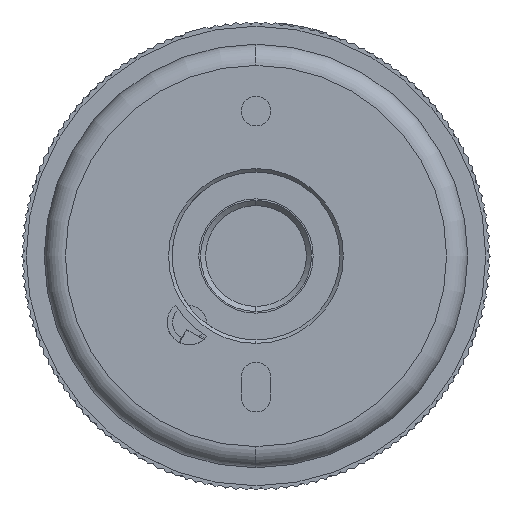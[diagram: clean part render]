
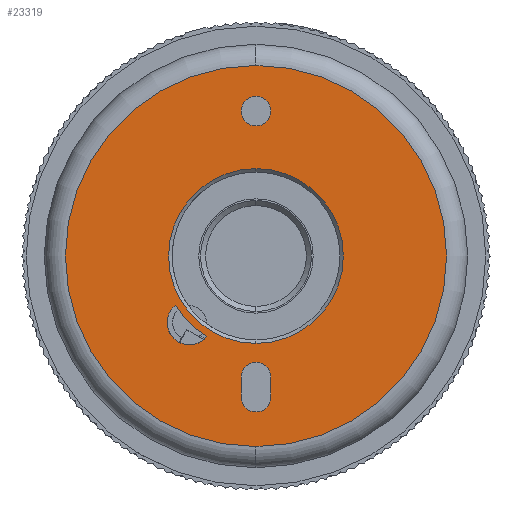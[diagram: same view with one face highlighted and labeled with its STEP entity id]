
A CAD part, front view. The second image highlights one B-rep face of the part: STEP entity #23319.
In plain terms, the highlighted face is planar.
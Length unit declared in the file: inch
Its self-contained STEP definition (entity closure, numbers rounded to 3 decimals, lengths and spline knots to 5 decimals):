
#50 = CIRCLE ( 'NONE', #98609, 0.5155 ) ;
#274 = CARTESIAN_POINT ( 'NONE',  ( 0.0875, 1.421, -0.833 ) ) ;
#1791 = CARTESIAN_POINT ( 'NONE',  ( 0.47412, 1.421, -0.28946 ) ) ;
#1817 = DIRECTION ( 'NONE',  ( 0., 0., 1. ) ) ;
#2903 = CARTESIAN_POINT ( 'NONE',  ( -0.0875, 1.421, -0.715 ) ) ;
#5483 = ORIENTED_EDGE ( 'NONE', *, *, #109452, .F. ) ;
#6172 = DIRECTION ( 'NONE',  ( 0., 0., 1. ) ) ;
#6669 = VERTEX_POINT ( 'NONE', #36451 ) ;
#9517 = CARTESIAN_POINT ( 'NONE',  ( 0.0875, 1.421, -0.715 ) ) ;
#10068 = CARTESIAN_POINT ( 'NONE',  ( 0., 1.421, 0.855 ) ) ;
#10573 = VERTEX_POINT ( 'NONE', #124238 ) ;
#10713 = EDGE_LOOP ( 'NONE', ( #18935, #64746 ) ) ;
#11135 = AXIS2_PLACEMENT_3D ( 'NONE', #123085, #59670, #133671 ) ;
#13582 = EDGE_LOOP ( 'NONE', ( #27120, #126079 ) ) ;
#13943 = DIRECTION ( 'NONE',  ( 0., 0., 1. ) ) ;
#17507 = ORIENTED_EDGE ( 'NONE', *, *, #103758, .F. ) ;
#18187 = CARTESIAN_POINT ( 'NONE',  ( 0., 1.421, -0.833 ) ) ;
#18935 = ORIENTED_EDGE ( 'NONE', *, *, #89547, .T. ) ;
#19215 = EDGE_CURVE ( 'NONE', #33449, #68926, #106508, .T. ) ;
#20656 = DIRECTION ( 'NONE',  ( 0., 0., 1. ) ) ;
#23319 = ADVANCED_FACE ( 'NONE', ( #118015, #111385, #55084, #27087, #136143 ), #129825, .T. ) ;
#24949 = CARTESIAN_POINT ( 'NONE',  ( 0., 1.421, -0.715 ) ) ;
#25074 = EDGE_CURVE ( 'NONE', #133904, #113276, #34791, .T. ) ;
#25083 = CARTESIAN_POINT ( 'NONE',  ( 0., 1.421, -0.6275 ) ) ;
#26993 = AXIS2_PLACEMENT_3D ( 'NONE', #10068, #83865, #20656 ) ;
#27087 = FACE_BOUND ( 'NONE', #133473, .T. ) ;
#27120 = ORIENTED_EDGE ( 'NONE', *, *, #106243, .F. ) ;
#28802 = DIRECTION ( 'NONE',  ( 0., 0., 1. ) ) ;
#30185 = CARTESIAN_POINT ( 'NONE',  ( 0.3928, 1.421, -0.3928 ) ) ;
#30888 = VECTOR ( 'NONE', #69963, 39.37008 ) ;
#31193 = ORIENTED_EDGE ( 'NONE', *, *, #53480, .F. ) ;
#31504 = CIRCLE ( 'NONE', #11135, 0.0875 ) ;
#33449 = VERTEX_POINT ( 'NONE', #65897 ) ;
#33631 = ORIENTED_EDGE ( 'NONE', *, *, #135781, .T. ) ;
#33716 = EDGE_CURVE ( 'NONE', #128408, #62891, #87030, .T. ) ;
#34483 = CIRCLE ( 'NONE', #50401, 0.5155 ) ;
#34527 = DIRECTION ( 'NONE',  ( 0., 1., 0. ) ) ;
#34791 = CIRCLE ( 'NONE', #86781, 0.0875 ) ;
#35488 = DIRECTION ( 'NONE',  ( 0., 1., 0. ) ) ;
#35589 = DIRECTION ( 'NONE',  ( 0., 0., 1. ) ) ;
#36451 = CARTESIAN_POINT ( 'NONE',  ( 0., 1.421, 0.5155 ) ) ;
#36783 = ORIENTED_EDGE ( 'NONE', *, *, #38924, .F. ) ;
#37066 = EDGE_CURVE ( 'NONE', #125991, #91359, #125954, .T. ) ;
#38924 = EDGE_CURVE ( 'NONE', #62891, #133904, #130095, .T. ) ;
#39394 = DIRECTION ( 'NONE',  ( 0., 1., 0. ) ) ;
#40831 = DIRECTION ( 'NONE',  ( 0., 0., 1. ) ) ;
#48248 = ORIENTED_EDGE ( 'NONE', *, *, #37066, .T. ) ;
#49754 = CARTESIAN_POINT ( 'NONE',  ( 0., 1.421, -1.1245 ) ) ;
#50401 = AXIS2_PLACEMENT_3D ( 'NONE', #132716, #69375, #6172 ) ;
#51784 = CIRCLE ( 'NONE', #132115, 0.5555 ) ;
#53480 = EDGE_CURVE ( 'NONE', #113276, #102733, #59553, .T. ) ;
#55084 = FACE_BOUND ( 'NONE', #134924, .T. ) ;
#59129 = VERTEX_POINT ( 'NONE', #135968 ) ;
#59553 = LINE ( 'NONE', #123741, #81052 ) ;
#59670 = DIRECTION ( 'NONE',  ( 0., 1., 0. ) ) ;
#61796 = CARTESIAN_POINT ( 'NONE',  ( 0., 1.421, 0. ) ) ;
#62674 = AXIS2_PLACEMENT_3D ( 'NONE', #66475, #77101, #13943 ) ;
#62891 = VERTEX_POINT ( 'NONE', #2903 ) ;
#64638 = CARTESIAN_POINT ( 'NONE',  ( -0.0875, 1.421, -0.833 ) ) ;
#64746 = ORIENTED_EDGE ( 'NONE', *, *, #102994, .T. ) ;
#64936 = DIRECTION ( 'NONE',  ( 0., -1., 0. ) ) ;
#65083 = CIRCLE ( 'NONE', #107727, 0.1315 ) ;
#65897 = CARTESIAN_POINT ( 'NONE',  ( 0., 1.421, 0.7675 ) ) ;
#66475 = CARTESIAN_POINT ( 'NONE',  ( 0., 1.421, 0. ) ) ;
#67697 = CIRCLE ( 'NONE', #81926, 1.1245 ) ;
#68926 = VERTEX_POINT ( 'NONE', #134681 ) ;
#69375 = DIRECTION ( 'NONE',  ( 0., -1., 0. ) ) ;
#69963 = DIRECTION ( 'NONE',  ( 0., 0., 1. ) ) ;
#71597 = CIRCLE ( 'NONE', #115679, 0.0875 ) ;
#72466 = DIRECTION ( 'NONE',  ( 0., 0., 1. ) ) ;
#77101 = DIRECTION ( 'NONE',  ( 0., 1., 0. ) ) ;
#80474 = CARTESIAN_POINT ( 'NONE',  ( 0., 1.421, 1.1245 ) ) ;
#81052 = VECTOR ( 'NONE', #134329, 39.37008 ) ;
#81714 = ORIENTED_EDGE ( 'NONE', *, *, #119126, .F. ) ;
#81926 = AXIS2_PLACEMENT_3D ( 'NONE', #98690, #35488, #109355 ) ;
#83473 = ORIENTED_EDGE ( 'NONE', *, *, #33716, .F. ) ;
#83865 = DIRECTION ( 'NONE',  ( 0., 1., 0. ) ) ;
#86086 = AXIS2_PLACEMENT_3D ( 'NONE', #24949, #98782, #35589 ) ;
#86781 = AXIS2_PLACEMENT_3D ( 'NONE', #102617, #39394, #113270 ) ;
#87030 = LINE ( 'NONE', #101431, #30888 ) ;
#89547 = EDGE_CURVE ( 'NONE', #6669, #59129, #50, .T. ) ;
#91359 = VERTEX_POINT ( 'NONE', #49754 ) ;
#92036 = DIRECTION ( 'NONE',  ( 0., 1., 0. ) ) ;
#94834 = VERTEX_POINT ( 'NONE', #1791 ) ;
#97772 = CARTESIAN_POINT ( 'NONE',  ( 0., 1.421, 0. ) ) ;
#98609 = AXIS2_PLACEMENT_3D ( 'NONE', #128299, #64936, #1817 ) ;
#98690 = CARTESIAN_POINT ( 'NONE',  ( 0., 1.421, 0. ) ) ;
#98782 = DIRECTION ( 'NONE',  ( 0., 1., 0. ) ) ;
#99446 = EDGE_LOOP ( 'NONE', ( #48248, #33631 ) ) ;
#101431 = CARTESIAN_POINT ( 'NONE',  ( -0.0875, 1.421, -0.715 ) ) ;
#102617 = CARTESIAN_POINT ( 'NONE',  ( 0., 1.421, -0.715 ) ) ;
#102733 = VERTEX_POINT ( 'NONE', #274 ) ;
#102994 = EDGE_CURVE ( 'NONE', #59129, #6669, #34483, .T. ) ;
#103758 = EDGE_CURVE ( 'NONE', #10573, #94834, #51784, .T. ) ;
#104066 = DIRECTION ( 'NONE',  ( 0., 1., 0. ) ) ;
#106243 = EDGE_CURVE ( 'NONE', #68926, #33449, #31504, .T. ) ;
#106508 = CIRCLE ( 'NONE', #26993, 0.0875 ) ;
#107727 = AXIS2_PLACEMENT_3D ( 'NONE', #30185, #104066, #40831 ) ;
#108403 = DIRECTION ( 'NONE',  ( 0., 0., 1. ) ) ;
#109315 = ORIENTED_EDGE ( 'NONE', *, *, #25074, .F. ) ;
#109355 = DIRECTION ( 'NONE',  ( 0., 0., 1. ) ) ;
#109452 = EDGE_CURVE ( 'NONE', #102733, #128408, #71597, .T. ) ;
#111385 = FACE_BOUND ( 'NONE', #10713, .T. ) ;
#113270 = DIRECTION ( 'NONE',  ( 0., 0., 1. ) ) ;
#113276 = VERTEX_POINT ( 'NONE', #9517 ) ;
#114273 = AXIS2_PLACEMENT_3D ( 'NONE', #97772, #34527, #108403 ) ;
#115679 = AXIS2_PLACEMENT_3D ( 'NONE', #18187, #92036, #28802 ) ;
#118015 = FACE_OUTER_BOUND ( 'NONE', #99446, .T. ) ;
#119126 = EDGE_CURVE ( 'NONE', #94834, #10573, #65083, .T. ) ;
#123085 = CARTESIAN_POINT ( 'NONE',  ( 0., 1.421, 0.855 ) ) ;
#123741 = CARTESIAN_POINT ( 'NONE',  ( 0.0875, 1.421, -0.715 ) ) ;
#124238 = CARTESIAN_POINT ( 'NONE',  ( 0.28946, 1.421, -0.47412 ) ) ;
#125954 = CIRCLE ( 'NONE', #114273, 1.1245 ) ;
#125991 = VERTEX_POINT ( 'NONE', #80474 ) ;
#126079 = ORIENTED_EDGE ( 'NONE', *, *, #19215, .F. ) ;
#128299 = CARTESIAN_POINT ( 'NONE',  ( 0., 1.421, 0. ) ) ;
#128408 = VERTEX_POINT ( 'NONE', #64638 ) ;
#129825 = PLANE ( 'NONE',  #62674 ) ;
#130095 = CIRCLE ( 'NONE', #86086, 0.0875 ) ;
#132115 = AXIS2_PLACEMENT_3D ( 'NONE', #61796, #135805, #72466 ) ;
#132716 = CARTESIAN_POINT ( 'NONE',  ( 0., 1.421, 0. ) ) ;
#133473 = EDGE_LOOP ( 'NONE', ( #36783, #83473, #5483, #31193, #109315 ) ) ;
#133671 = DIRECTION ( 'NONE',  ( 0., 0., 1. ) ) ;
#133904 = VERTEX_POINT ( 'NONE', #25083 ) ;
#134329 = DIRECTION ( 'NONE',  ( 0., 0., -1. ) ) ;
#134681 = CARTESIAN_POINT ( 'NONE',  ( 0., 1.421, 0.9425 ) ) ;
#134924 = EDGE_LOOP ( 'NONE', ( #81714, #17507 ) ) ;
#135781 = EDGE_CURVE ( 'NONE', #91359, #125991, #67697, .T. ) ;
#135805 = DIRECTION ( 'NONE',  ( 0., -1., 0. ) ) ;
#135968 = CARTESIAN_POINT ( 'NONE',  ( 0., 1.421, -0.5155 ) ) ;
#136143 = FACE_BOUND ( 'NONE', #13582, .T. ) ;
